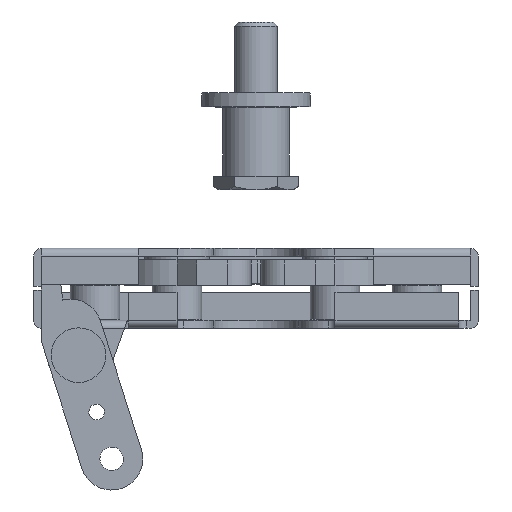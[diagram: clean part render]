
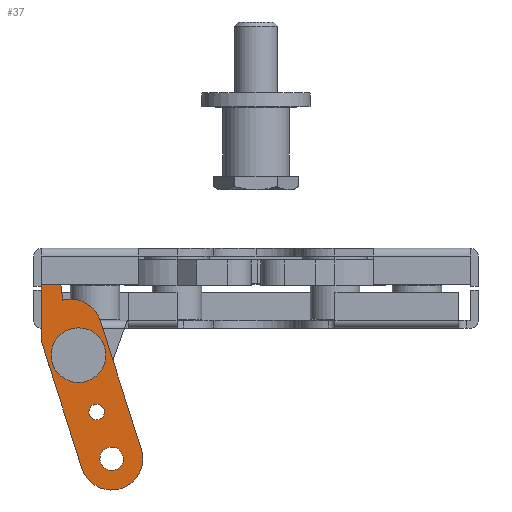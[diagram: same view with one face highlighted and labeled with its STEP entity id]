
A CAD part, left-side view. The second image highlights one B-rep face of the part: STEP entity #37.
In plain terms, the highlighted face is planar.
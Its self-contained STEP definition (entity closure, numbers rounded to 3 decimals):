
#37 = ADVANCED_FACE ( 'NONE', ( #9112, #9230, #5693, #4870 ), #5730, .F. ) ;
#65 = CARTESIAN_POINT ( 'NONE',  ( 23., 2.632, 3. ) ) ;
#100 = VERTEX_POINT ( 'NONE', #9571 ) ;
#116 = CARTESIAN_POINT ( 'NONE',  ( -17.3, 0., 3. ) ) ;
#132 = CARTESIAN_POINT ( 'NONE',  ( 23., 2.632, 3. ) ) ;
#150 = LINE ( 'NONE', #6634, #7987 ) ;
#195 = CARTESIAN_POINT ( 'NONE',  ( 0., 0., 3. ) ) ;
#261 = VERTEX_POINT ( 'NONE', #116 ) ;
#479 = ORIENTED_EDGE ( 'NONE', *, *, #6250, .T. ) ;
#630 = LINE ( 'NONE', #8347, #4432 ) ;
#908 = DIRECTION ( 'NONE',  ( 1., 0., 0. ) ) ;
#932 = DIRECTION ( 'NONE',  ( 0., 0., 1. ) ) ;
#979 = VERTEX_POINT ( 'NONE', #65 ) ;
#1136 = VERTEX_POINT ( 'NONE', #7947 ) ;
#1140 = EDGE_CURVE ( 'NONE', #979, #1136, #6139, .T. ) ;
#1290 = CARTESIAN_POINT ( 'NONE',  ( 6.7, -8., 3. ) ) ;
#1314 = AXIS2_PLACEMENT_3D ( 'NONE', #1986, #2705, #4932 ) ;
#1569 = CARTESIAN_POINT ( 'NONE',  ( 23., -2.036, 3. ) ) ;
#1656 = EDGE_CURVE ( 'NONE', #8102, #100, #5544, .T. ) ;
#1806 = VERTEX_POINT ( 'NONE', #7897 ) ;
#1986 = CARTESIAN_POINT ( 'NONE',  ( 0., 0., 3. ) ) ;
#2053 = VERTEX_POINT ( 'NONE', #3097 ) ;
#2088 = CARTESIAN_POINT ( 'NONE',  ( -15.3, 0., 3. ) ) ;
#2189 = EDGE_CURVE ( 'NONE', #7230, #1806, #6479, .T. ) ;
#2238 = CARTESIAN_POINT ( 'NONE',  ( 6.7, 0., 3. ) ) ;
#2549 = DIRECTION ( 'NONE',  ( 0., 1., 0. ) ) ;
#2552 = DIRECTION ( 'NONE',  ( -0.953, 0.304, 0. ) ) ;
#2574 = CIRCLE ( 'NONE', #1314, 3.55 ) ;
#2656 = AXIS2_PLACEMENT_3D ( 'NONE', #5826, #7395, #4274 ) ;
#2673 = AXIS2_PLACEMENT_3D ( 'NONE', #9303, #9203, #908 ) ;
#2705 = DIRECTION ( 'NONE',  ( 0., 0., 1. ) ) ;
#2931 = EDGE_CURVE ( 'NONE', #5516, #261, #9324, .T. ) ;
#2940 = DIRECTION ( 'NONE',  ( -1., 0., 0. ) ) ;
#2954 = VERTEX_POINT ( 'NONE', #8852 ) ;
#3092 = CIRCLE ( 'NONE', #2673, 3. ) ;
#3097 = CARTESIAN_POINT ( 'NONE',  ( -27.9, 8., 3. ) ) ;
#3184 = DIRECTION ( 'NONE',  ( 0., 0., 1. ) ) ;
#3223 = AXIS2_PLACEMENT_3D ( 'NONE', #6283, #5494, #7093 ) ;
#3284 = ORIENTED_EDGE ( 'NONE', *, *, #7858, .T. ) ;
#3291 = ORIENTED_EDGE ( 'NONE', *, *, #2189, .F. ) ;
#3302 = DIRECTION ( 'NONE',  ( 1., 0., 0. ) ) ;
#3601 = DIRECTION ( 'NONE',  ( 1., 0., 0. ) ) ;
#3671 = EDGE_CURVE ( 'NONE', #1806, #7230, #3092, .T. ) ;
#3742 = CARTESIAN_POINT ( 'NONE',  ( -27.9, -8., 3. ) ) ;
#3799 = VERTEX_POINT ( 'NONE', #1569 ) ;
#3828 = ORIENTED_EDGE ( 'NONE', *, *, #7072, .T. ) ;
#4170 = CARTESIAN_POINT ( 'NONE',  ( 14.688, -0.435, 3. ) ) ;
#4232 = VERTEX_POINT ( 'NONE', #3742 ) ;
#4243 = CARTESIAN_POINT ( 'NONE',  ( -3.55, 0., 3. ) ) ;
#4274 = DIRECTION ( 'NONE',  ( -1., 0., 0. ) ) ;
#4348 = DIRECTION ( 'NONE',  ( 0., 0., 1. ) ) ;
#4351 = CIRCLE ( 'NONE', #5843, 8. ) ;
#4354 = EDGE_LOOP ( 'NONE', ( #8549, #5075 ) ) ;
#4420 = EDGE_LOOP ( 'NONE', ( #5809, #3284, #3828, #479, #6721, #7671, #8372, #8509 ) ) ;
#4432 = VECTOR ( 'NONE', #8316, 1000. ) ;
#4448 = DIRECTION ( 'NONE',  ( 0., 0., 1. ) ) ;
#4870 = FACE_BOUND ( 'NONE', #4354, .T. ) ;
#4911 = CARTESIAN_POINT ( 'NONE',  ( -24.9, 0., 3. ) ) ;
#4932 = DIRECTION ( 'NONE',  ( 1., 0., 0. ) ) ;
#4939 = ORIENTED_EDGE ( 'NONE', *, *, #3671, .F. ) ;
#5004 = ORIENTED_EDGE ( 'NONE', *, *, #1656, .F. ) ;
#5075 = ORIENTED_EDGE ( 'NONE', *, *, #2931, .F. ) ;
#5414 = DIRECTION ( 'NONE',  ( 1., 0., 0. ) ) ;
#5424 = VECTOR ( 'NONE', #2552, 1000. ) ;
#5431 = CIRCLE ( 'NONE', #6627, 2. ) ;
#5494 = DIRECTION ( 'NONE',  ( 0., 0., 1. ) ) ;
#5513 = CIRCLE ( 'NONE', #6271, 8. ) ;
#5516 = VERTEX_POINT ( 'NONE', #8505 ) ;
#5533 = EDGE_CURVE ( 'NONE', #261, #5516, #5431, .T. ) ;
#5544 = CIRCLE ( 'NONE', #7809, 3.55 ) ;
#5693 = FACE_BOUND ( 'NONE', #6541, .T. ) ;
#5730 = PLANE ( 'NONE',  #2656 ) ;
#5756 = CARTESIAN_POINT ( 'NONE',  ( -27.9, 0., 3. ) ) ;
#5806 = DIRECTION ( 'NONE',  ( 0.982, -0.189, 0. ) ) ;
#5807 = EDGE_CURVE ( 'NONE', #3799, #979, #8875, .T. ) ;
#5809 = ORIENTED_EDGE ( 'NONE', *, *, #1140, .T. ) ;
#5823 = VERTEX_POINT ( 'NONE', #1290 ) ;
#5826 = CARTESIAN_POINT ( 'NONE',  ( 6.7, 0., 3. ) ) ;
#5843 = AXIS2_PLACEMENT_3D ( 'NONE', #5756, #8769, #3601 ) ;
#5894 = DIRECTION ( 'NONE',  ( 1., 0., 0. ) ) ;
#6139 = LINE ( 'NONE', #7041, #5424 ) ;
#6220 = VECTOR ( 'NONE', #5806, 1000. ) ;
#6226 = DIRECTION ( 'NONE',  ( 1., 0., 0. ) ) ;
#6250 = EDGE_CURVE ( 'NONE', #2954, #4232, #5513, .T. ) ;
#6271 = AXIS2_PLACEMENT_3D ( 'NONE', #7677, #3184, #5414 ) ;
#6283 = CARTESIAN_POINT ( 'NONE',  ( -27.9, 0., 3. ) ) ;
#6373 = ORIENTED_EDGE ( 'NONE', *, *, #8645, .F. ) ;
#6479 = CIRCLE ( 'NONE', #3223, 3. ) ;
#6496 = EDGE_CURVE ( 'NONE', #8750, #3799, #8348, .T. ) ;
#6541 = EDGE_LOOP ( 'NONE', ( #4939, #3291 ) ) ;
#6621 = VECTOR ( 'NONE', #2549, 1000. ) ;
#6627 = AXIS2_PLACEMENT_3D ( 'NONE', #6993, #932, #6226 ) ;
#6634 = CARTESIAN_POINT ( 'NONE',  ( 6.179, 8., 3. ) ) ;
#6721 = ORIENTED_EDGE ( 'NONE', *, *, #9167, .T. ) ;
#6993 = CARTESIAN_POINT ( 'NONE',  ( -15.3, 0., 3. ) ) ;
#7041 = CARTESIAN_POINT ( 'NONE',  ( 6.179, 8., 3. ) ) ;
#7072 = EDGE_CURVE ( 'NONE', #2053, #2954, #4351, .T. ) ;
#7093 = DIRECTION ( 'NONE',  ( 1., 0., 0. ) ) ;
#7230 = VERTEX_POINT ( 'NONE', #4911 ) ;
#7395 = DIRECTION ( 'NONE',  ( 0., 0., -1. ) ) ;
#7671 = ORIENTED_EDGE ( 'NONE', *, *, #9705, .T. ) ;
#7677 = CARTESIAN_POINT ( 'NONE',  ( -27.9, 0., 3. ) ) ;
#7809 = AXIS2_PLACEMENT_3D ( 'NONE', #195, #9298, #3302 ) ;
#7830 = AXIS2_PLACEMENT_3D ( 'NONE', #2088, #4348, #5894 ) ;
#7858 = EDGE_CURVE ( 'NONE', #1136, #2053, #150, .T. ) ;
#7897 = CARTESIAN_POINT ( 'NONE',  ( -30.9, 0., 3. ) ) ;
#7947 = CARTESIAN_POINT ( 'NONE',  ( 6.179, 8., 3. ) ) ;
#7987 = VECTOR ( 'NONE', #8129, 1000. ) ;
#8066 = EDGE_LOOP ( 'NONE', ( #5004, #6373 ) ) ;
#8090 = CARTESIAN_POINT ( 'NONE',  ( 23., -2.036, 3. ) ) ;
#8102 = VERTEX_POINT ( 'NONE', #4243 ) ;
#8129 = DIRECTION ( 'NONE',  ( -1., 0., 0. ) ) ;
#8316 = DIRECTION ( 'NONE',  ( 1., 0., 0. ) ) ;
#8347 = CARTESIAN_POINT ( 'NONE',  ( -27.9, -8., 3. ) ) ;
#8348 = LINE ( 'NONE', #8090, #6220 ) ;
#8372 = ORIENTED_EDGE ( 'NONE', *, *, #6496, .T. ) ;
#8505 = CARTESIAN_POINT ( 'NONE',  ( -13.3, 0., 3. ) ) ;
#8509 = ORIENTED_EDGE ( 'NONE', *, *, #5807, .T. ) ;
#8549 = ORIENTED_EDGE ( 'NONE', *, *, #5533, .F. ) ;
#8645 = EDGE_CURVE ( 'NONE', #100, #8102, #2574, .T. ) ;
#8731 = CIRCLE ( 'NONE', #9349, 8. ) ;
#8750 = VERTEX_POINT ( 'NONE', #4170 ) ;
#8769 = DIRECTION ( 'NONE',  ( 0., 0., 1. ) ) ;
#8852 = CARTESIAN_POINT ( 'NONE',  ( -35.9, 0., 3. ) ) ;
#8875 = LINE ( 'NONE', #132, #6621 ) ;
#9112 = FACE_OUTER_BOUND ( 'NONE', #4420, .T. ) ;
#9167 = EDGE_CURVE ( 'NONE', #4232, #5823, #630, .T. ) ;
#9203 = DIRECTION ( 'NONE',  ( 0., 0., 1. ) ) ;
#9230 = FACE_BOUND ( 'NONE', #8066, .T. ) ;
#9298 = DIRECTION ( 'NONE',  ( 0., 0., 1. ) ) ;
#9303 = CARTESIAN_POINT ( 'NONE',  ( -27.9, 0., 3. ) ) ;
#9324 = CIRCLE ( 'NONE', #7830, 2. ) ;
#9349 = AXIS2_PLACEMENT_3D ( 'NONE', #2238, #4448, #2940 ) ;
#9571 = CARTESIAN_POINT ( 'NONE',  ( 3.55, 0., 3. ) ) ;
#9705 = EDGE_CURVE ( 'NONE', #5823, #8750, #8731, .T. ) ;
